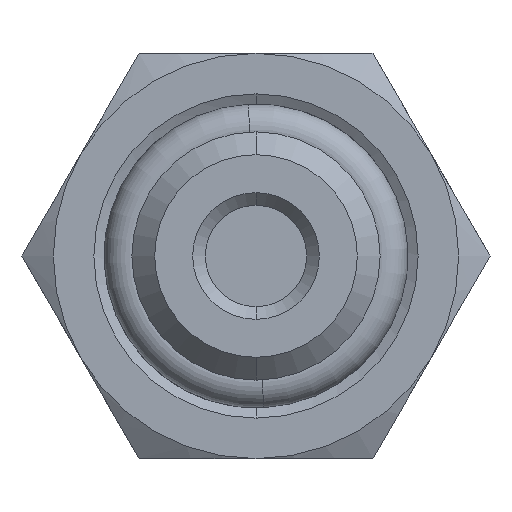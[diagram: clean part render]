
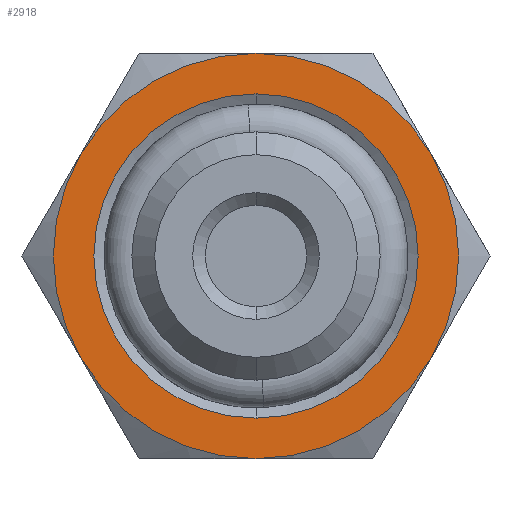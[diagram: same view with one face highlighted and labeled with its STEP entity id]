
A CAD part, front view. The second image highlights one B-rep face of the part: STEP entity #2918.
In plain terms, the highlighted planar face has unit normal (0, -1, 0).
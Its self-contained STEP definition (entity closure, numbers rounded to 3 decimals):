
#230 = EDGE_CURVE ( 'NONE', #651, #652, #2862, .T. ) ;
#239 = EDGE_CURVE ( 'NONE', #650, #658, #2961, .T. ) ;
#303 = AXIS2_PLACEMENT_3D ( 'NONE', #1918, #1919, #1920 ) ;
#310 = AXIS2_PLACEMENT_3D ( 'NONE', #1931, #415, #2172 ) ;
#415 = DIRECTION ( 'NONE',  ( 0., -1., 0. ) ) ;
#481 = FACE_OUTER_BOUND ( 'NONE', #2692, .T. ) ;
#482 = FACE_BOUND ( 'NONE', #2689, .T. ) ;
#650 = VERTEX_POINT ( 'NONE', #2205 ) ;
#651 = VERTEX_POINT ( 'NONE', #2206 ) ;
#652 = VERTEX_POINT ( 'NONE', #2207 ) ;
#658 = VERTEX_POINT ( 'NONE', #2213 ) ;
#793 = AXIS2_PLACEMENT_3D ( 'NONE', #1977, #1978, #1979 ) ;
#794 = AXIS2_PLACEMENT_3D ( 'NONE', #1980, #1981, #1982 ) ;
#1106 = EDGE_CURVE ( 'NONE', #658, #650, #3055, .T. ) ;
#1107 = EDGE_CURVE ( 'NONE', #652, #651, #3062, .T. ) ;
#1172 = ORIENTED_EDGE ( 'NONE', *, *, #230, .T. ) ;
#1173 = ORIENTED_EDGE ( 'NONE', *, *, #1107, .T. ) ;
#1174 = ORIENTED_EDGE ( 'NONE', *, *, #1106, .F. ) ;
#1175 = ORIENTED_EDGE ( 'NONE', *, *, #239, .F. ) ;
#1645 = DIRECTION ( 'NONE',  ( 0., -1., 0. ) ) ;
#1646 = CARTESIAN_POINT ( 'NONE',  ( 3.2, 4., 0. ) ) ;
#1648 = PLANE ( 'NONE',  #2066 ) ;
#1650 = DIRECTION ( 'NONE',  ( 0., 0., -1. ) ) ;
#1918 = CARTESIAN_POINT ( 'NONE',  ( 0., 4., 0. ) ) ;
#1919 = DIRECTION ( 'NONE',  ( 0., -1., 0. ) ) ;
#1920 = DIRECTION ( 'NONE',  ( 0., 0., -1. ) ) ;
#1931 = CARTESIAN_POINT ( 'NONE',  ( 0., 4., 0. ) ) ;
#1977 = CARTESIAN_POINT ( 'NONE',  ( 0., 4., 0. ) ) ;
#1978 = DIRECTION ( 'NONE',  ( 0., -1., 0. ) ) ;
#1979 = DIRECTION ( 'NONE',  ( 0., 0., -1. ) ) ;
#1980 = CARTESIAN_POINT ( 'NONE',  ( 0., 4., 0. ) ) ;
#1981 = DIRECTION ( 'NONE',  ( 0., -1., 0. ) ) ;
#1982 = DIRECTION ( 'NONE',  ( 0., 0., -1. ) ) ;
#2066 = AXIS2_PLACEMENT_3D ( 'NONE', #1646, #1645, #1650 ) ;
#2172 = DIRECTION ( 'NONE',  ( 0., 0., -1. ) ) ;
#2205 = CARTESIAN_POINT ( 'NONE',  ( 0., 4., 3.2 ) ) ;
#2206 = CARTESIAN_POINT ( 'NONE',  ( 0., 4., -4. ) ) ;
#2207 = CARTESIAN_POINT ( 'NONE',  ( 0., 4., 4. ) ) ;
#2213 = CARTESIAN_POINT ( 'NONE',  ( 0., 4., -3.2 ) ) ;
#2689 = EDGE_LOOP ( 'NONE', ( #1174, #1175 ) ) ;
#2692 = EDGE_LOOP ( 'NONE', ( #1172, #1173 ) ) ;
#2862 = CIRCLE ( 'NONE', #303, 4. ) ;
#2918 = ADVANCED_FACE ( 'NONE', ( #481, #482 ), #1648, .T. ) ;
#2961 = CIRCLE ( 'NONE', #310, 3.2 ) ;
#3055 = CIRCLE ( 'NONE', #793, 3.2 ) ;
#3062 = CIRCLE ( 'NONE', #794, 4. ) ;
